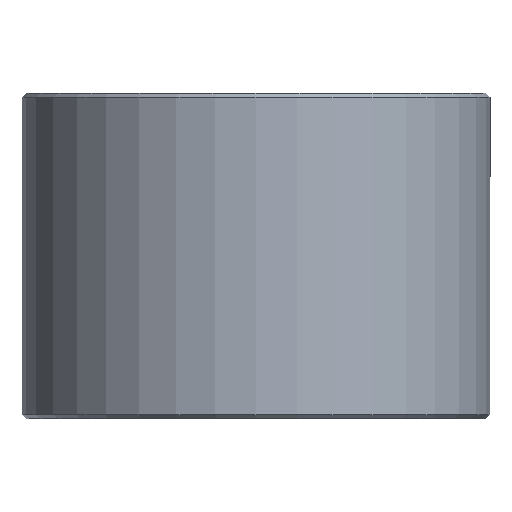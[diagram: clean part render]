
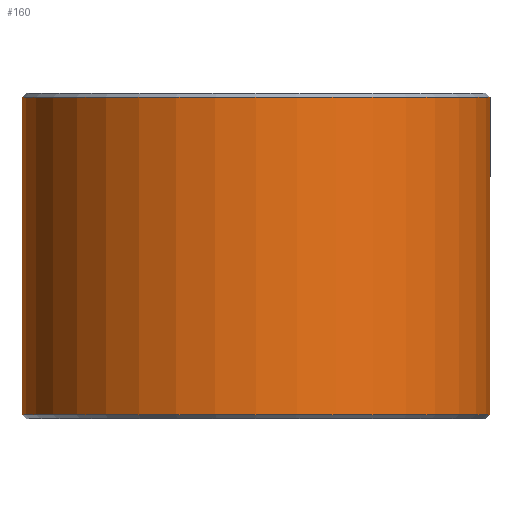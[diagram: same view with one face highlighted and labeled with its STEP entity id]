
A CAD part, front view. The second image highlights one B-rep face of the part: STEP entity #160.
In plain terms, the highlighted cylindrical face has radius 57.5 mm (diameter 115 mm), a full revolution.
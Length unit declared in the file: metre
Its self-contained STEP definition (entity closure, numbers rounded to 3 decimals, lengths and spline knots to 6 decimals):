
#160=ADVANCED_FACE('',(#186,#187),#188,.T.);
#186=FACE_OUTER_BOUND('',#3012,.T.);
#187=FACE_OUTER_BOUND('',#3013,.T.);
#188=CYLINDRICAL_SURFACE('',#3014,0.0575);
#3012=EDGE_LOOP('',(#5863));
#3013=EDGE_LOOP('',(#5864));
#3014=AXIS2_PLACEMENT_3D('',#5865,#5866,#5867);
#5863=ORIENTED_EDGE('',*,*,#5908,.T.);
#5864=ORIENTED_EDGE('',*,*,#5909,.F.);
#5865=CARTESIAN_POINT('',(0.0,0.0,0.));
#5866=DIRECTION('',(0.0,0.,-1.0));
#5867=DIRECTION('',(0.0,1.0,0.));
#5908=EDGE_CURVE('',#5940,#5940,#5941,.T.);
#5909=EDGE_CURVE('',#5942,#5942,#5943,.T.);
#5940=VERTEX_POINT('',#6212);
#5941=CIRCLE('',#6213,0.0575);
#5942=VERTEX_POINT('',#6214);
#5943=CIRCLE('',#6215,0.0575);
#6212=CARTESIAN_POINT('',(0.0,0.0575,0.079));
#6213=AXIS2_PLACEMENT_3D('',#6248,#6249,#6250);
#6214=CARTESIAN_POINT('',(0.0,0.0575,0.001));
#6215=AXIS2_PLACEMENT_3D('',#6251,#6252,#6253);
#6248=CARTESIAN_POINT('',(0.0,0.,0.079));
#6249=DIRECTION('',(0.0,0.,-1.0));
#6250=DIRECTION('',(0.0,1.0,0.));
#6251=CARTESIAN_POINT('',(0.0,0.0,0.001));
#6252=DIRECTION('',(0.0,0.,-1.0));
#6253=DIRECTION('',(0.0,1.0,0.));
